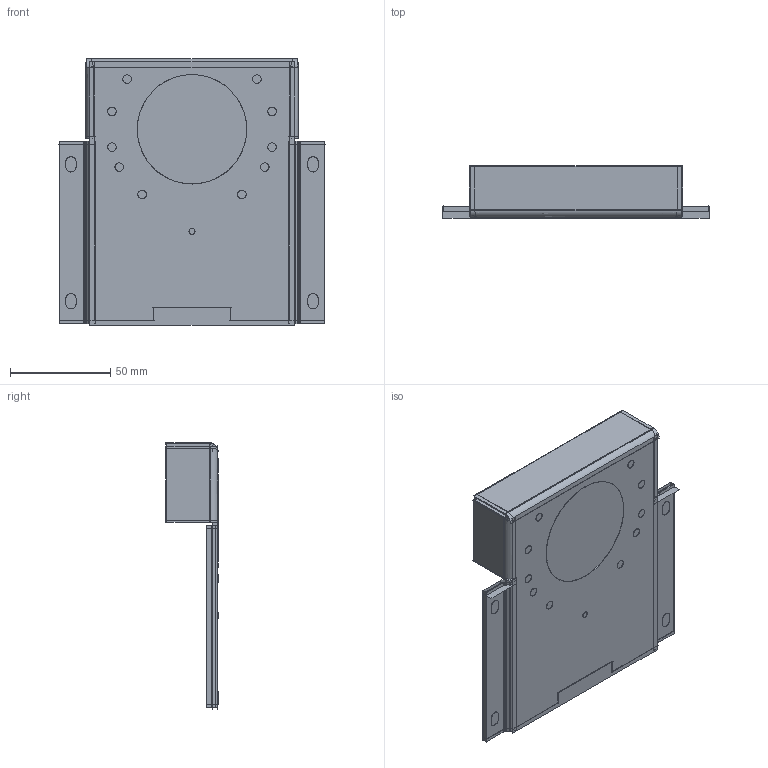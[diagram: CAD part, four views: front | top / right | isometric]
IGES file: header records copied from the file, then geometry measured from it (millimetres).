
Start section:  PTC IGES file: 215070.igs
Global section: file name: 215070.igs; native system: Creo Parametric by PTC Inc.; preprocessor: 2018300; author: pdmadmin; organization: Unknown; date: 20191209.073933; units: millimetre
Bounding box: 132.78 x 26.05 x 133 mm (x, y, z)
Volume: 122462.4 mm3; surface area: 474279.4 mm2
Topology: 1 solids, 1 shells, 212 faces, 1366 edges, 1936 vertices
Faces by surface type: bspline 120, revolution 92
